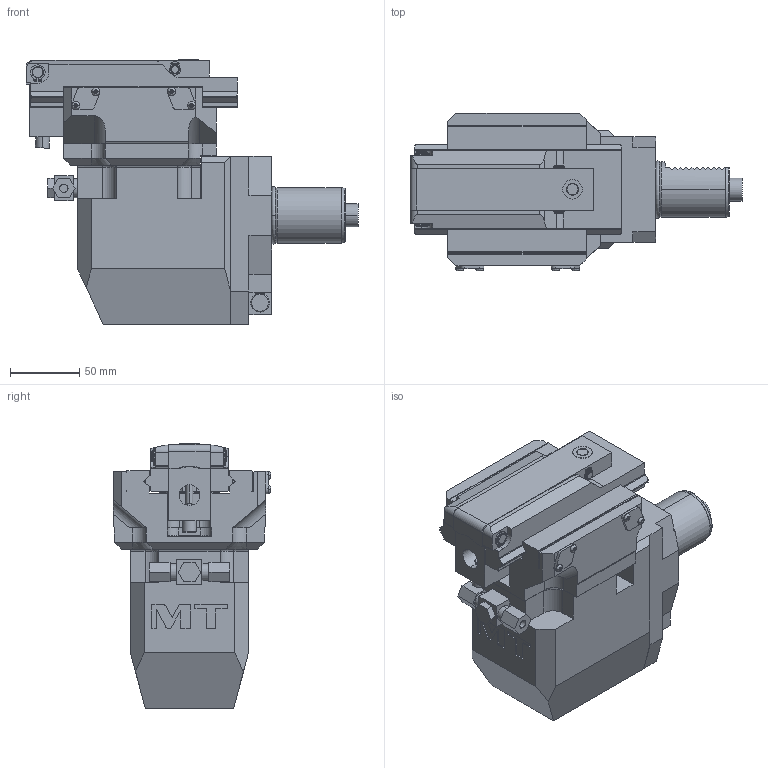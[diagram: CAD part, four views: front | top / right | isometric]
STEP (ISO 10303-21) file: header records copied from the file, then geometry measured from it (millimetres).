
FILE_DESCRIPTION((''),'2;1');
FILE_NAME('SAU0740200_CONF','2025-01-13T11:16:40',('fpalella'),('M.T. srl'),'CREO PARAMETRIC BY PTC INC, 2023352','CREO PARAMETRIC BY PTC INC, 2023352','');
FILE_SCHEMA(('CONFIG_CONTROL_DESIGN'));
Length unit declared in the file: millimetre
Products named in the file (1): SAU0740200_CONF
Bounding box: 239 x 113.65 x 190.55 mm (x, y, z)
Volume: 2026804.3 mm3; surface area: 168515.4 mm2
Topology: 1 solids, 1 shells, 629 faces, 1680 edges, 1078 vertices
Faces by surface type: plane 358, cylinder 210, cone 32, torus 19, bspline 8, extrusion 2
Entity records: 21254 total; most frequent: CARTESIAN_POINT 5344, ORIENTED_EDGE 3360, DIRECTION 3252, EDGE_CURVE 1680, AXIS2_PLACEMENT_3D 1090, VERTEX_POINT 1078, VECTOR 1072, LINE 1070
